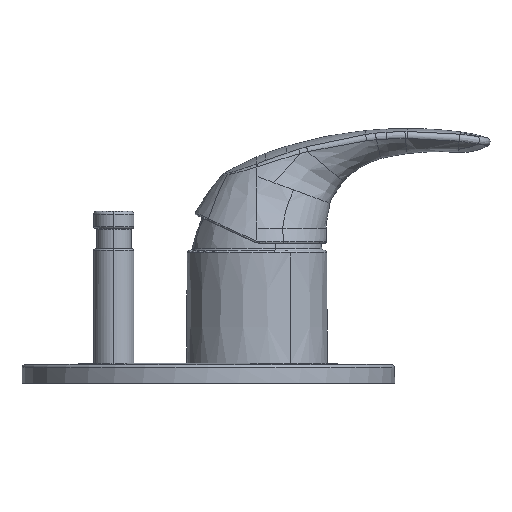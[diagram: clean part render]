
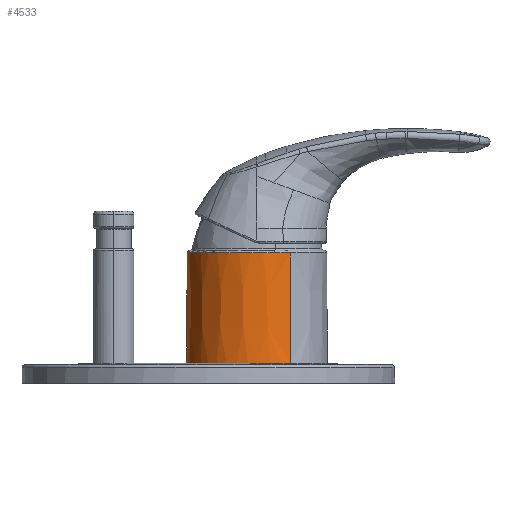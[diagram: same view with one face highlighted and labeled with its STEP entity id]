
A CAD part, left-side view. The second image highlights one B-rep face of the part: STEP entity #4533.
In plain terms, the highlighted conical face has half-angle 0.229 degrees and reference radius 24.4 mm.
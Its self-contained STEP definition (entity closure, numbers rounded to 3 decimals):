
#226 = VERTEX_POINT ( 'NONE', #10981 ) ;
#298 = CARTESIAN_POINT ( 'NONE',  ( 48.748, 112.227, 125.541 ) ) ;
#339 = CARTESIAN_POINT ( 'NONE',  ( 31.853, 103.311, 125.497 ) ) ;
#380 = CARTESIAN_POINT ( 'NONE',  ( 26.343, 89.234, 125.429 ) ) ;
#416 = VERTEX_POINT ( 'NONE', #4678 ) ;
#496 = EDGE_CURVE ( 'NONE', #5129, #9715, #3861, .T. ) ;
#599 = CARTESIAN_POINT ( 'NONE',  ( 70.33, 102.736, 125.495 ) ) ;
#637 = CARTESIAN_POINT ( 'NONE',  ( 56.295, 111.71, 125.538 ) ) ;
#711 = AXIS2_PLACEMENT_3D ( 'NONE', #978, #10235, #6063 ) ;
#741 = ORIENTED_EDGE ( 'NONE', *, *, #4036, .T. ) ;
#978 = CARTESIAN_POINT ( 'NONE',  ( 50.863, 87.754, 165.046 ) ) ;
#1181 = CARTESIAN_POINT ( 'NONE',  ( 46.627, 111.968, 125.54 ) ) ;
#1220 = CARTESIAN_POINT ( 'NONE',  ( 30.281, 101.193, 125.487 ) ) ;
#1254 = CARTESIAN_POINT ( 'NONE',  ( 26.29, 87.116, 125.419 ) ) ;
#1417 = CIRCLE ( 'NONE', #7067, 24.404 ) ;
#1435 = CARTESIAN_POINT ( 'NONE',  ( 72.415, 99.528, 125.479 ) ) ;
#1472 = CARTESIAN_POINT ( 'NONE',  ( 69.276, 104.014, 125.501 ) ) ;
#1506 = CARTESIAN_POINT ( 'NONE',  ( 54.671, 112.021, 125.54 ) ) ;
#1714 = CARTESIAN_POINT ( 'NONE',  ( 29.447, 76.054, 164.05 ) ) ;
#1736 = DIRECTION ( 'NONE',  ( 0., 0., 1. ) ) ;
#2051 = CARTESIAN_POINT ( 'NONE',  ( 43.549, 111.221, 125.536 ) ) ;
#2083 = CARTESIAN_POINT ( 'NONE',  ( 29.216, 99.365, 125.478 ) ) ;
#2124 = CARTESIAN_POINT ( 'NONE',  ( 26.576, 83.965, 125.403 ) ) ;
#2340 = CARTESIAN_POINT ( 'NONE',  ( 67.767, 105.602, 125.509 ) ) ;
#2378 = CARTESIAN_POINT ( 'NONE',  ( 51.955, 112.312, 125.541 ) ) ;
#2517 = ORIENTED_EDGE ( 'NONE', *, *, #6592, .F. ) ;
#2585 = EDGE_CURVE ( 'NONE', #5054, #5129, #1417, .T. ) ;
#2903 = CARTESIAN_POINT ( 'NONE',  ( 29.311, 75.98, 125.365 ) ) ;
#2908 = CARTESIAN_POINT ( 'NONE',  ( 40.587, 110.084, 125.53 ) ) ;
#2945 = CARTESIAN_POINT ( 'NONE',  ( 28.506, 97.93, 125.471 ) ) ;
#2978 = CARTESIAN_POINT ( 'NONE',  ( 27.528, 79.805, 125.383 ) ) ;
#3189 = CARTESIAN_POINT ( 'NONE',  ( 65.674, 107.351, 125.517 ) ) ;
#3714 = CARTESIAN_POINT ( 'NONE',  ( 49.807, 112.295, 125.541 ) ) ;
#3751 = CARTESIAN_POINT ( 'NONE',  ( 36.855, 108.037, 125.52 ) ) ;
#3786 = CARTESIAN_POINT ( 'NONE',  ( 27.523, 95.466, 125.459 ) ) ;
#3812 = VECTOR ( 'NONE', #8103, 1000. ) ;
#3824 = CARTESIAN_POINT ( 'NONE',  ( 29.311, 75.98, 125.365 ) ) ;
#3837 = EDGE_LOOP ( 'NONE', ( #2517, #741, #9083, #3963, #5697, #6370 ) ) ;
#3861 = LINE ( 'NONE', #5627, #3812 ) ;
#3929 = CIRCLE ( 'NONE', #6707, 24.404 ) ;
#3963 = ORIENTED_EDGE ( 'NONE', *, *, #4046, .T. ) ;
#3973 = CARTESIAN_POINT ( 'NONE',  ( 71.892, 100.485, 125.484 ) ) ;
#4036 = EDGE_CURVE ( 'NONE', #416, #226, #10077, .T. ) ;
#4045 = CARTESIAN_POINT ( 'NONE',  ( 64.329, 108.299, 125.522 ) ) ;
#4046 = EDGE_CURVE ( 'NONE', #5534, #9715, #10977, .T. ) ;
#4533 = ADVANCED_FACE ( 'NONE', ( #8593 ), #8202, .T. ) ;
#4575 = CARTESIAN_POINT ( 'NONE',  ( 50.335, 112.312, 125.541 ) ) ;
#4605 = CARTESIAN_POINT ( 'NONE',  ( 33.27, 104.897, 125.505 ) ) ;
#4645 = CARTESIAN_POINT ( 'NONE',  ( 26.726, 92.405, 125.444 ) ) ;
#4678 = CARTESIAN_POINT ( 'NONE',  ( 72.28, 99.454, 164.05 ) ) ;
#4883 = CARTESIAN_POINT ( 'NONE',  ( 61.49, 110.004, 125.53 ) ) ;
#4887 = CARTESIAN_POINT ( 'NONE',  ( 50.863, 87.754, 164.05 ) ) ;
#5054 = VERTEX_POINT ( 'NONE', #7703 ) ;
#5129 = VERTEX_POINT ( 'NONE', #1714 ) ;
#5417 = CARTESIAN_POINT ( 'NONE',  ( 50.863, 112.312, 125.541 ) ) ;
#5454 = CARTESIAN_POINT ( 'NONE',  ( 32.193, 103.717, 125.499 ) ) ;
#5486 = CARTESIAN_POINT ( 'NONE',  ( 26.431, 90.297, 125.434 ) ) ;
#5534 = VERTEX_POINT ( 'NONE', #7626 ) ;
#5627 = CARTESIAN_POINT ( 'NONE',  ( 29.45, 76.056, 165.046 ) ) ;
#5697 = ORIENTED_EDGE ( 'NONE', *, *, #496, .F. ) ;
#5706 = CARTESIAN_POINT ( 'NONE',  ( 71.306, 101.407, 125.488 ) ) ;
#5740 = CARTESIAN_POINT ( 'NONE',  ( 56.833, 111.582, 125.538 ) ) ;
#5744 = DIRECTION ( 'NONE',  ( 1., 0., 0. ) ) ;
#6063 = DIRECTION ( 'NONE',  ( -0.878, -0.479, 0. ) ) ;
#6271 = CARTESIAN_POINT ( 'NONE',  ( 48.216, 112.175, 125.541 ) ) ;
#6306 = CARTESIAN_POINT ( 'NONE',  ( 30.876, 102.063, 125.491 ) ) ;
#6341 = CARTESIAN_POINT ( 'NONE',  ( 26.317, 88.703, 125.427 ) ) ;
#6370 = ORIENTED_EDGE ( 'NONE', *, *, #2585, .F. ) ;
#6555 = CARTESIAN_POINT ( 'NONE',  ( 69.987, 103.171, 125.497 ) ) ;
#6584 = CARTESIAN_POINT ( 'NONE',  ( 55.213, 111.93, 125.539 ) ) ;
#6592 = EDGE_CURVE ( 'NONE', #416, #5054, #3929, .T. ) ;
#6707 = AXIS2_PLACEMENT_3D ( 'NONE', #6807, #1736, #7683 ) ;
#6807 = CARTESIAN_POINT ( 'NONE',  ( 50.863, 87.754, 164.05 ) ) ;
#7067 = AXIS2_PLACEMENT_3D ( 'NONE', #4887, #10879, #5744 ) ;
#7130 = CARTESIAN_POINT ( 'NONE',  ( 45.588, 111.762, 125.539 ) ) ;
#7164 = CARTESIAN_POINT ( 'NONE',  ( 29.472, 99.829, 125.481 ) ) ;
#7203 = CARTESIAN_POINT ( 'NONE',  ( 26.34, 86.062, 125.414 ) ) ;
#7432 = CARTESIAN_POINT ( 'NONE',  ( 68.908, 104.421, 125.503 ) ) ;
#7466 = CARTESIAN_POINT ( 'NONE',  ( 53.044, 112.24, 125.541 ) ) ;
#7626 = CARTESIAN_POINT ( 'NONE',  ( 50.863, 112.312, 125.541 ) ) ;
#7683 = DIRECTION ( 'NONE',  ( 1., 0., 0. ) ) ;
#7703 = CARTESIAN_POINT ( 'NONE',  ( 27.236, 81.647, 164.05 ) ) ;
#7936 = B_SPLINE_CURVE_WITH_KNOTS ( 'NONE', 3,
 ( #1435, #3973, #5706, #599, #6555, #1472, #7432, #2340, #8290, #3189, #9140, #4045, #10025, #4883, #10872, #5740, #637, #6584, #1506, #7466, #2378, #8322 ),
 .UNSPECIFIED., .F., .F.,
 ( 4, 2, 2, 2, 2, 2, 2, 2, 2, 2, 4 ),
 ( 0.07, 0.073, 0.075, 0.076, 0.08, 0.081, 0.083, 0.089, 0.091, 0.093, 0.096 ),
 .UNSPECIFIED. ) ;
#8003 = CARTESIAN_POINT ( 'NONE',  ( 42.548, 110.886, 125.534 ) ) ;
#8036 = CARTESIAN_POINT ( 'NONE',  ( 28.734, 98.416, 125.474 ) ) ;
#8069 = CARTESIAN_POINT ( 'NONE',  ( 26.761, 82.919, 125.398 ) ) ;
#8103 = DIRECTION ( 'NONE',  ( -0.004, -0.002, -1. ) ) ;
#8202 = CONICAL_SURFACE ( 'NONE', #711, 24.4, 0.004 ) ;
#8290 = CARTESIAN_POINT ( 'NONE',  ( 66.959, 106.334, 125.512 ) ) ;
#8322 = CARTESIAN_POINT ( 'NONE',  ( 50.863, 112.312, 125.541 ) ) ;
#8593 = FACE_OUTER_BOUND ( 'NONE', #3837, .T. ) ;
#8790 = DIRECTION ( 'NONE',  ( 0.004, 0.002, -1. ) ) ;
#8857 = CARTESIAN_POINT ( 'NONE',  ( 39.62, 109.613, 125.528 ) ) ;
#8895 = CARTESIAN_POINT ( 'NONE',  ( 27.876, 96.463, 125.464 ) ) ;
#8932 = CARTESIAN_POINT ( 'NONE',  ( 28.295, 77.839, 125.374 ) ) ;
#9083 = ORIENTED_EDGE ( 'NONE', *, *, #9515, .T. ) ;
#9140 = CARTESIAN_POINT ( 'NONE',  ( 65.234, 107.676, 125.519 ) ) ;
#9515 = EDGE_CURVE ( 'NONE', #226, #5534, #7936, .T. ) ;
#9715 = VERTEX_POINT ( 'NONE', #2903 ) ;
#9723 = CARTESIAN_POINT ( 'NONE',  ( 35.172, 106.765, 125.514 ) ) ;
#9760 = CARTESIAN_POINT ( 'NONE',  ( 26.948, 93.437, 125.45 ) ) ;
#10025 = CARTESIAN_POINT ( 'NONE',  ( 63.862, 108.597, 125.523 ) ) ;
#10077 = LINE ( 'NONE', #10525, #10754 ) ;
#10235 = DIRECTION ( 'NONE',  ( 0., 0., -1. ) ) ;
#10525 = CARTESIAN_POINT ( 'NONE',  ( 72.276, 99.452, 165.046 ) ) ;
#10594 = CARTESIAN_POINT ( 'NONE',  ( 32.901, 104.509, 125.503 ) ) ;
#10627 = CARTESIAN_POINT ( 'NONE',  ( 26.492, 90.829, 125.437 ) ) ;
#10754 = VECTOR ( 'NONE', #8790, 1000. ) ;
#10872 = CARTESIAN_POINT ( 'NONE',  ( 59.481, 110.855, 125.534 ) ) ;
#10879 = DIRECTION ( 'NONE',  ( 0., 0., 1. ) ) ;
#10977 = B_SPLINE_CURVE_WITH_KNOTS ( 'NONE', 3,
 ( #5417, #4575, #3714, #298, #6271, #1181, #7130, #2051, #8003, #2908, #8857, #3751, #9723, #4605, #10594, #5454, #339, #6306, #1220, #7164, #2083, #8036, #2945, #8895, #3786, #9760, #4645, #10627, #5486, #380, #6341, #1254, #7203, #2124, #8069, #2978, #8932, #3824 ),
 .UNSPECIFIED., .F., .F.,
 ( 4, 2, 2, 2, 2, 2, 2, 2, 2, 2, 2, 2, 2, 2, 2, 2, 2, 2, 4 ),
 ( 0.096, 0.098, 0.099, 0.102, 0.105, 0.109, 0.115, 0.117, 0.118, 0.121, 0.123, 0.124, 0.128, 0.131, 0.132, 0.134, 0.137, 0.14, 0.147 ),
 .UNSPECIFIED. ) ;
#10981 = CARTESIAN_POINT ( 'NONE',  ( 72.415, 99.528, 125.479 ) ) ;
